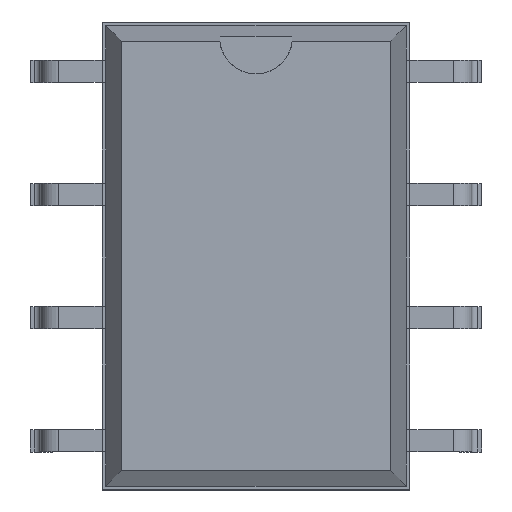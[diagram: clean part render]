
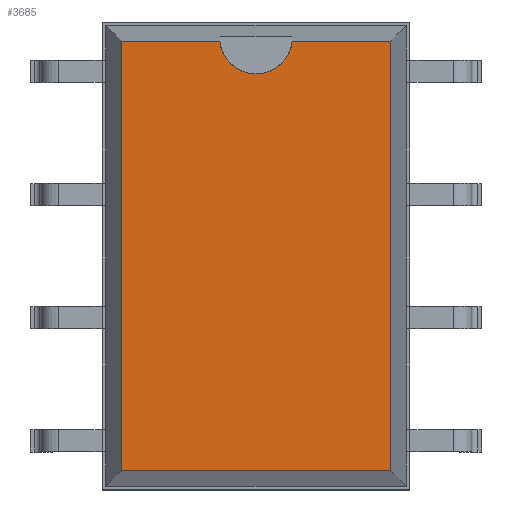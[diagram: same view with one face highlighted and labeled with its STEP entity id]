
A CAD part, top view. The second image highlights one B-rep face of the part: STEP entity #3685.
In plain terms, the highlighted planar face has unit normal (0, 0, 1).
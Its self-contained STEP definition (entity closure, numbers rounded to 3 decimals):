
#1943 = VERTEX_POINT('',#1944);
#1944 = CARTESIAN_POINT('',(-2.776,-4.427,4.445));
#1949 = EDGE_CURVE('',#1950,#1943,#1952,.T.);
#1950 = VERTEX_POINT('',#1951);
#1951 = CARTESIAN_POINT('',(-2.776,4.427,4.445));
#1952 = LINE('',#1953,#1954);
#1953 = CARTESIAN_POINT('',(-2.776,4.427,4.445));
#1954 = VECTOR('',#1955,1.);
#1955 = DIRECTION('',(0.,-1.,0.));
#1972 = VERTEX_POINT('',#1973);
#1973 = CARTESIAN_POINT('',(2.776,-4.427,4.445));
#1978 = EDGE_CURVE('',#1943,#1972,#1979,.T.);
#1979 = LINE('',#1980,#1981);
#1980 = CARTESIAN_POINT('',(-2.776,-4.427,4.445));
#1981 = VECTOR('',#1982,1.);
#1982 = DIRECTION('',(1.,0.,0.));
#2023 = VERTEX_POINT('',#2024);
#2024 = CARTESIAN_POINT('',(2.776,4.427,4.445));
#2029 = EDGE_CURVE('',#1972,#2023,#2030,.T.);
#2030 = LINE('',#2031,#2032);
#2031 = CARTESIAN_POINT('',(2.776,-4.427,4.445));
#2032 = VECTOR('',#2033,1.);
#2033 = DIRECTION('',(0.,1.,0.));
#2707 = EDGE_CURVE('',#2708,#1950,#2710,.T.);
#2708 = VERTEX_POINT('',#2709);
#2709 = CARTESIAN_POINT('',(-0.746,4.427,4.445));
#2710 = LINE('',#2711,#2712);
#2711 = CARTESIAN_POINT('',(2.776,4.427,4.445));
#2712 = VECTOR('',#2713,1.);
#2713 = DIRECTION('',(-1.,0.,0.));
#2733 = VERTEX_POINT('',#2734);
#2734 = CARTESIAN_POINT('',(0.746,4.427,4.445));
#2742 = EDGE_CURVE('',#2023,#2733,#2743,.T.);
#2743 = LINE('',#2744,#2745);
#2744 = CARTESIAN_POINT('',(2.776,4.427,4.445));
#2745 = VECTOR('',#2746,1.);
#2746 = DIRECTION('',(-1.,0.,0.));
#3685 = ADVANCED_FACE('',(#3686),#3700,.F.);
#3686 = FACE_BOUND('',#3687,.F.);
#3687 = EDGE_LOOP('',(#3688,#3689,#3690,#3691,#3692,#3699));
#3688 = ORIENTED_EDGE('',*,*,#2029,.F.);
#3689 = ORIENTED_EDGE('',*,*,#1978,.F.);
#3690 = ORIENTED_EDGE('',*,*,#1949,.F.);
#3691 = ORIENTED_EDGE('',*,*,#2707,.F.);
#3692 = ORIENTED_EDGE('',*,*,#3693,.F.);
#3693 = EDGE_CURVE('',#2733,#2708,#3694,.T.);
#3694 = CIRCLE('',#3695,0.75);
#3695 = AXIS2_PLACEMENT_3D('',#3696,#3697,#3698);
#3696 = CARTESIAN_POINT('',(0.,4.502,4.445));
#3697 = DIRECTION('',(-0.,0.,-1.));
#3698 = DIRECTION('',(0.995,-0.1,-0.));
#3699 = ORIENTED_EDGE('',*,*,#2742,.F.);
#3700 = PLANE('',#3701);
#3701 = AXIS2_PLACEMENT_3D('',#3702,#3703,#3704);
#3702 = CARTESIAN_POINT('',(2.776,-4.427,4.445));
#3703 = DIRECTION('',(0.,0.,-1.));
#3704 = DIRECTION('',(-0.531,0.847,0.));
